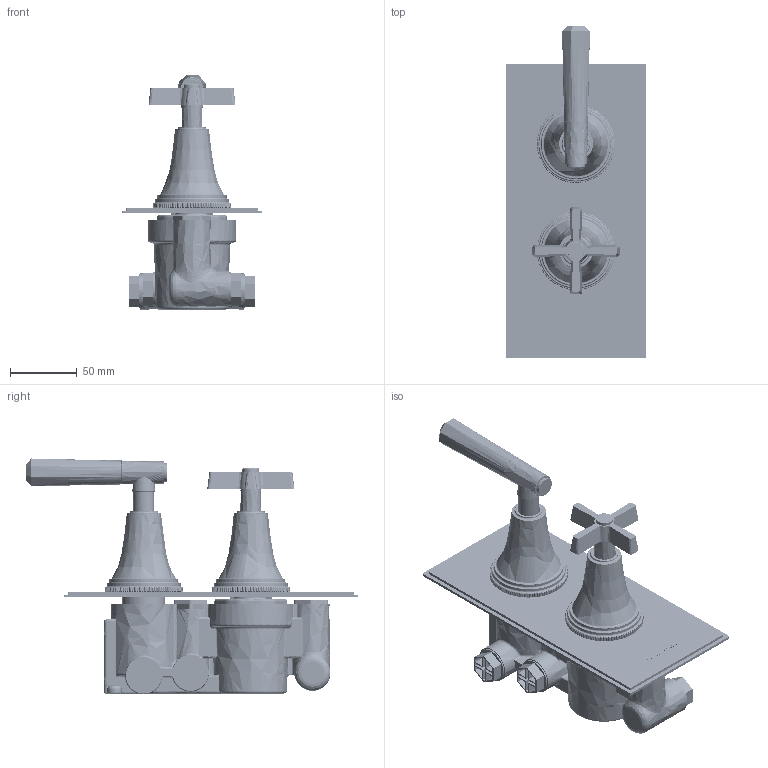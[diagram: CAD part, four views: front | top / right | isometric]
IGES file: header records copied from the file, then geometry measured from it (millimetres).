
Global section: file name: V611-TBCR CCR; native system: Autodesk Inventor 2020; preprocessor: unknown; author: adaniels; date: 20210812.150617; units: millimetre
Bounding box: 105 x 248 x 175.67 mm (x, y, z)
Volume: 546175.6 mm3; surface area: 306647.6 mm2
Topology: 64 solids, 69 shells, 3665 faces, 9364 edges, 5950 vertices
Faces by surface type: bspline 3665
